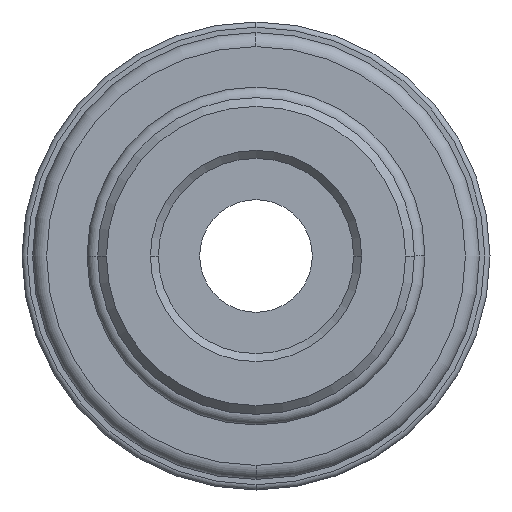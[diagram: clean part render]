
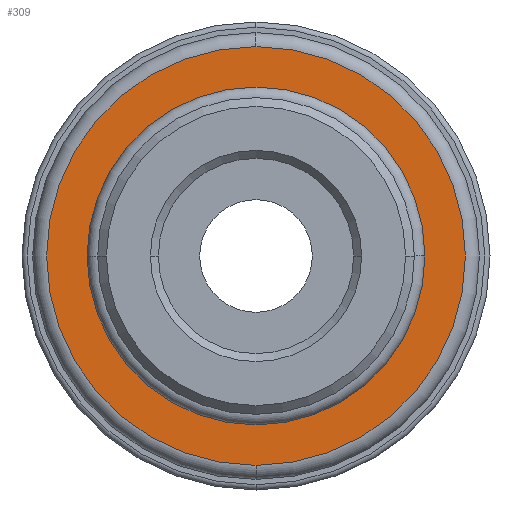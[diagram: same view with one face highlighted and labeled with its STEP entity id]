
A CAD part, front view. The second image highlights one B-rep face of the part: STEP entity #309.
In plain terms, the highlighted planar face has unit normal (0, -1, 0).
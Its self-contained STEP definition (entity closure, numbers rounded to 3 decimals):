
#309=ADVANCED_FACE('',(#632,#633),#634,.T.);
#632=FACE_BOUND('',#953,.T.);
#633=FACE_OUTER_BOUND('',#954,.T.);
#634=PLANE('',#955);
#953=EDGE_LOOP('',(#1752,#1753,#1754));
#954=EDGE_LOOP('',(#1755,#1756,#1757));
#955=AXIS2_PLACEMENT_3D('',#1758,#1759,#1760);
#1752=ORIENTED_EDGE('',*,*,#1916,.T.);
#1753=ORIENTED_EDGE('',*,*,#2024,.T.);
#1754=ORIENTED_EDGE('',*,*,#1917,.T.);
#1755=ORIENTED_EDGE('',*,*,#1965,.F.);
#1756=ORIENTED_EDGE('',*,*,#1964,.F.);
#1757=ORIENTED_EDGE('',*,*,#2004,.F.);
#1758=CARTESIAN_POINT('',(10.45,3.0,0.0));
#1759=DIRECTION('',(-0.0,-1.0,-0.0));
#1760=DIRECTION('',(-1.0,0.0,0.0));
#1916=EDGE_CURVE('',#2305,#2303,#2306,.T.);
#1917=EDGE_CURVE('',#2307,#2305,#2308,.T.);
#1964=EDGE_CURVE('',#2379,#2381,#2382,.T.);
#1965=EDGE_CURVE('',#2381,#2383,#2384,.T.);
#2004=EDGE_CURVE('',#2383,#2379,#2433,.T.);
#2024=EDGE_CURVE('',#2303,#2307,#2460,.T.);
#2303=VERTEX_POINT('',#2778);
#2305=VERTEX_POINT('',#2780);
#2306=CIRCLE('',#2781,9.52);
#2307=VERTEX_POINT('',#2782);
#2308=CIRCLE('',#2783,9.52);
#2379=VERTEX_POINT('',#2860);
#2381=VERTEX_POINT('',#2862);
#2382=CIRCLE('',#2863,11.9);
#2383=VERTEX_POINT('',#2864);
#2384=CIRCLE('',#2865,11.9);
#2433=CIRCLE('',#2922,11.9);
#2460=CIRCLE('',#2953,9.52);
#2778=CARTESIAN_POINT('',(9.52,3.0,0.));
#2780=CARTESIAN_POINT('',(0.,3.0,9.52));
#2781=AXIS2_PLACEMENT_3D('',#3298,#3299,#3300);
#2782=CARTESIAN_POINT('',(-9.52,3.0,0.));
#2783=AXIS2_PLACEMENT_3D('',#3301,#3302,#3303);
#2860=CARTESIAN_POINT('',(0.,3.0,11.9));
#2862=CARTESIAN_POINT('',(11.9,3.0,0.0));
#2863=AXIS2_PLACEMENT_3D('',#3397,#3398,#3399);
#2864=CARTESIAN_POINT('',(0.,3.0,-11.9));
#2865=AXIS2_PLACEMENT_3D('',#3400,#3401,#3402);
#2922=AXIS2_PLACEMENT_3D('',#3465,#3466,#3467);
#2953=AXIS2_PLACEMENT_3D('',#3499,#3500,#3501);
#3298=CARTESIAN_POINT('',(0.0,3.0,0.0));
#3299=DIRECTION('',(0.0,1.0,0.0));
#3300=DIRECTION('',(0.0,0.0,-1.0));
#3301=CARTESIAN_POINT('',(0.0,3.0,0.0));
#3302=DIRECTION('',(0.0,1.0,0.0));
#3303=DIRECTION('',(0.0,0.0,-1.0));
#3397=CARTESIAN_POINT('',(0.0,3.0,0.0));
#3398=DIRECTION('',(-0.0,1.0,0.0));
#3399=DIRECTION('',(1.0,0.0,0.0));
#3400=CARTESIAN_POINT('',(0.0,3.0,0.0));
#3401=DIRECTION('',(-0.0,1.0,0.0));
#3402=DIRECTION('',(1.0,0.0,0.0));
#3465=CARTESIAN_POINT('',(0.0,3.0,0.0));
#3466=DIRECTION('',(-0.0,1.0,0.0));
#3467=DIRECTION('',(1.0,0.0,0.0));
#3499=CARTESIAN_POINT('',(0.0,3.0,0.0));
#3500=DIRECTION('',(0.0,1.0,0.0));
#3501=DIRECTION('',(0.0,0.0,-1.0));
